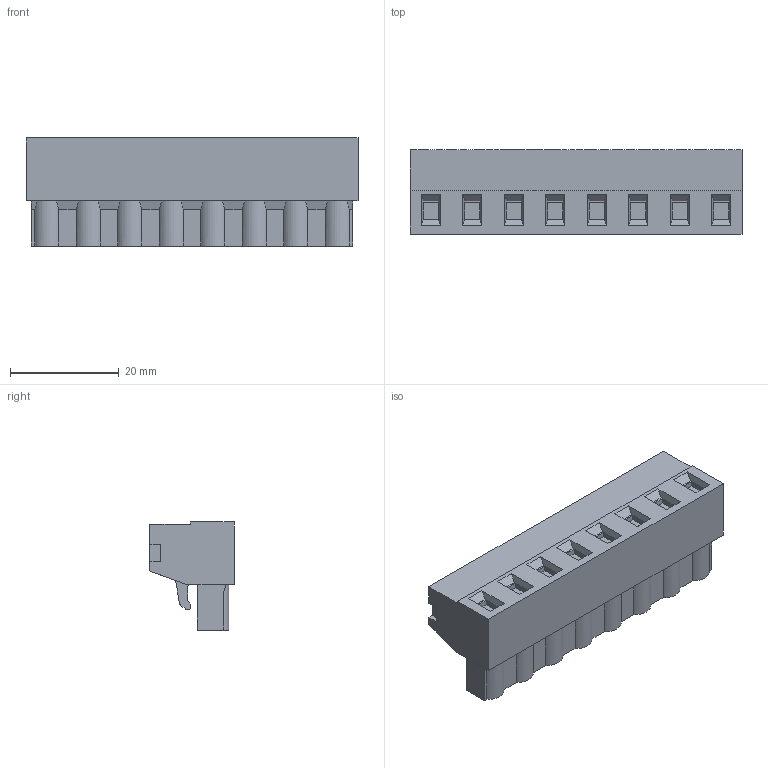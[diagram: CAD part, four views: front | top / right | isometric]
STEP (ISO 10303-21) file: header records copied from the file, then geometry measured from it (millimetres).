
FILE_DESCRIPTION(('STEP AP214'),'1');
FILE_NAME('SH08-7,62.stp','2020-05-26T13:02:19',(' '),(' '),'Spatial InterOp 3D',' ',' ');
FILE_SCHEMA(('automotive_design'));
Length unit declared in the file: metre
Products named in the file (1): 1
Bounding box: 60.96 x 15.5 x 19.85 mm (x, y, z)
Volume: 11997.2 mm3; surface area: 5707.8 mm2
Topology: 1 solids, 1 shells, 332 faces, 826 edges, 540 vertices
Faces by surface type: plane 275, cylinder 48, cone 8, extrusion 1
Full cylindrical faces by diameter (mm): 1.6 x8, 3.8 x8, 4 x8
Entity records: 12138 total; most frequent: CARTESIAN_POINT 1653, DIRECTION 1585, ORIENTED_EDGE 1556, EDGE_CURVE 778, VECTOR 633, LINE 632, VERTEX_POINT 524, AXIS2_PLACEMENT_3D 476
